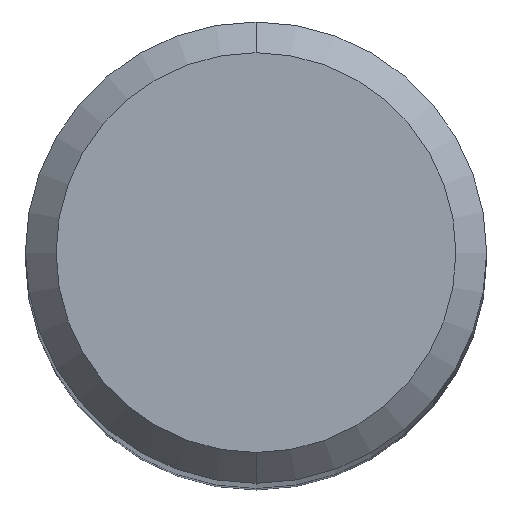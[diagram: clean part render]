
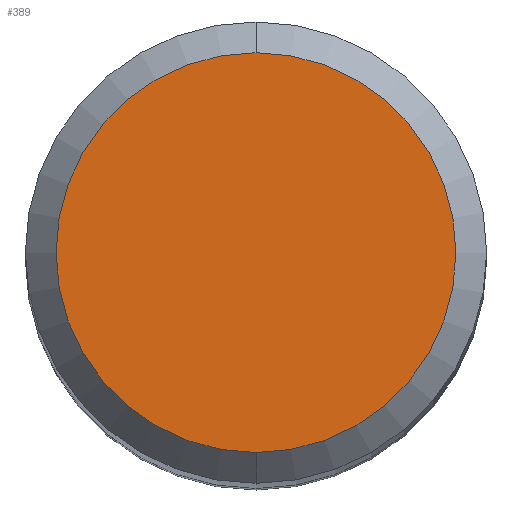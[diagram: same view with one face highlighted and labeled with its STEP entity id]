
A CAD part, top view. The second image highlights one B-rep face of the part: STEP entity #389.
In plain terms, the highlighted planar face has unit normal (0, 0, 1).
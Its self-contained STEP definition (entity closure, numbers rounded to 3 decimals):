
#263=EDGE_CURVE('',#459,#499,#631,.T.);
#389=ADVANCED_FACE('',(#766),#767,.T.);
#449=EDGE_CURVE('',#499,#459,#835,.T.);
#459=VERTEX_POINT('',#848);
#499=VERTEX_POINT('',#895);
#631=CIRCLE('',#1096,2.6);
#766=FACE_OUTER_BOUND('',#1343,.T.);
#767=PLANE('',#1344);
#835=CIRCLE('',#1466,2.6);
#848=CARTESIAN_POINT('',(0.,-2.6,0.0));
#895=CARTESIAN_POINT('',(0.0,2.6,0.0));
#1096=AXIS2_PLACEMENT_3D('',#1756,#1757,#1758);
#1343=EDGE_LOOP('',(#1886,#1887));
#1344=AXIS2_PLACEMENT_3D('',#1888,#1889,#1890);
#1466=AXIS2_PLACEMENT_3D('',#1965,#1966,#1967);
#1756=CARTESIAN_POINT('',(0.0,0.0,0.0));
#1757=DIRECTION('',(0.0,0.0,-1.0));
#1758=DIRECTION('',(0.0,1.0,0.0));
#1886=ORIENTED_EDGE('',*,*,#449,.F.);
#1887=ORIENTED_EDGE('',*,*,#263,.F.);
#1888=CARTESIAN_POINT('',(0.0,1.3,0.0));
#1889=DIRECTION('',(-0.0,0.0,1.0));
#1890=DIRECTION('',(0.0,-1.0,0.0));
#1965=CARTESIAN_POINT('',(0.0,0.0,0.0));
#1966=DIRECTION('',(0.0,0.0,-1.0));
#1967=DIRECTION('',(0.0,1.0,0.0));
